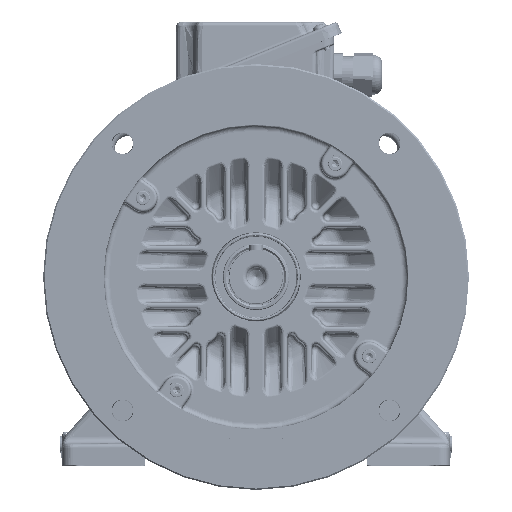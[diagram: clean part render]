
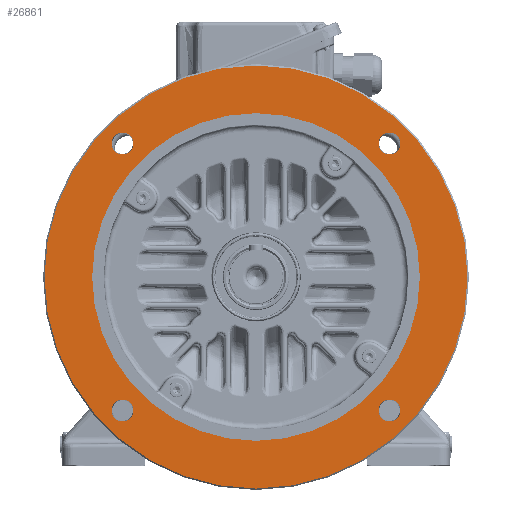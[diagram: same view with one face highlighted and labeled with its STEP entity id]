
A CAD part, top view. The second image highlights one B-rep face of the part: STEP entity #26861.
In plain terms, the highlighted planar face has unit normal (0, 0, 1).
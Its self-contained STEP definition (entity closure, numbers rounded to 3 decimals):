
#3380=PLANE('',#99209);
#26861=ADVANCED_FACE('',(#33711,#33712,#33713,#33714,#33715,#33716),#3380,
 .F.);
#33711=FACE_BOUND('',#34404,.T.);
#33712=FACE_BOUND('',#34405,.T.);
#33713=FACE_BOUND('',#34406,.T.);
#33714=FACE_BOUND('',#34407,.T.);
#33715=FACE_BOUND('',#34408,.T.);
#33716=FACE_BOUND('',#34409,.T.);
#34404=EDGE_LOOP('',(#40351));
#34405=EDGE_LOOP('',(#40352));
#34406=EDGE_LOOP('',(#40353));
#34407=EDGE_LOOP('',(#40354));
#34408=EDGE_LOOP('',(#40355));
#34409=EDGE_LOOP('',(#40356));
#40351=ORIENTED_EDGE('',*,*,#77580,.F.);
#40352=ORIENTED_EDGE('',*,*,#77581,.F.);
#40353=ORIENTED_EDGE('',*,*,#77582,.T.);
#40354=ORIENTED_EDGE('',*,*,#77579,.F.);
#40355=ORIENTED_EDGE('',*,*,#77583,.F.);
#40356=ORIENTED_EDGE('',*,*,#77584,.F.);
#66855=VERTEX_POINT('',#134624);
#66856=VERTEX_POINT('',#134627);
#66857=VERTEX_POINT('',#134629);
#66858=VERTEX_POINT('',#134631);
#66859=VERTEX_POINT('',#134633);
#66860=VERTEX_POINT('',#134635);
#77579=EDGE_CURVE('',#66855,#66855,#93575,.T.);
#77580=EDGE_CURVE('',#66856,#66856,#93576,.T.);
#77581=EDGE_CURVE('',#66857,#66857,#93577,.T.);
#77582=EDGE_CURVE('',#66858,#66858,#93578,.T.);
#77583=EDGE_CURVE('',#66859,#66859,#93579,.T.);
#77584=EDGE_CURVE('',#66860,#66860,#93580,.T.);
#93575=CIRCLE('',#99202,115.);
#93576=CIRCLE('',#99204,7.669);
#93577=CIRCLE('',#99205,7.669);
#93578=CIRCLE('',#99206,148.5);
#93579=CIRCLE('',#99207,7.669);
#93580=CIRCLE('',#99208,7.669);
#99202=AXIS2_PLACEMENT_3D('',#134623,#109231,#109232);
#99204=AXIS2_PLACEMENT_3D('',#134626,#109235,#109236);
#99205=AXIS2_PLACEMENT_3D('',#134628,#109237,#109238);
#99206=AXIS2_PLACEMENT_3D('',#134630,#109239,#109240);
#99207=AXIS2_PLACEMENT_3D('',#134632,#109241,#109242);
#99208=AXIS2_PLACEMENT_3D('',#134634,#109243,#109244);
#99209=AXIS2_PLACEMENT_3D('',#134636,#109245,#109246);
#109231=DIRECTION('',(0.,0.,1.));
#109232=DIRECTION('',(-1.,0.,0.));
#109235=DIRECTION('',(0.,0.,1.));
#109236=DIRECTION('',(-1.,0.,0.));
#109237=DIRECTION('',(0.,0.,1.));
#109238=DIRECTION('',(-1.,0.,0.));
#109239=DIRECTION('',(0.,0.,1.));
#109240=DIRECTION('',(-1.,0.,0.));
#109241=DIRECTION('',(0.,0.,1.));
#109242=DIRECTION('',(-1.,0.,0.));
#109243=DIRECTION('',(0.,0.,1.));
#109244=DIRECTION('',(-1.,0.,0.));
#109245=DIRECTION('',(0.,0.,-1.));
#109246=DIRECTION('',(-1.,0.,0.));
#134623=CARTESIAN_POINT('',(0.,0.,0.));
#134624=CARTESIAN_POINT('',(-115.,0.,0.));
#134626=CARTESIAN_POINT('',(-93.692,-93.692,0.));
#134627=CARTESIAN_POINT('',(-101.361,-93.692,0.));
#134628=CARTESIAN_POINT('',(93.692,93.692,0.));
#134629=CARTESIAN_POINT('',(86.023,93.692,0.));
#134630=CARTESIAN_POINT('',(0.,0.,0.));
#134631=CARTESIAN_POINT('',(-148.5,0.,0.));
#134632=CARTESIAN_POINT('',(93.692,-93.692,0.));
#134633=CARTESIAN_POINT('',(86.023,-93.692,0.));
#134634=CARTESIAN_POINT('',(-93.692,93.692,0.));
#134635=CARTESIAN_POINT('',(-101.361,93.692,0.));
#134636=CARTESIAN_POINT('',(0.,115.,0.));
